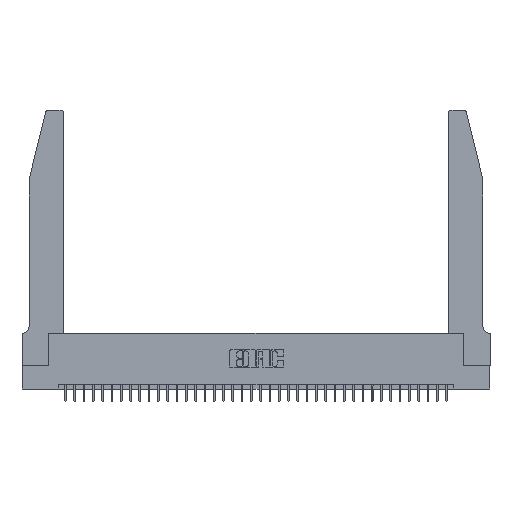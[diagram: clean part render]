
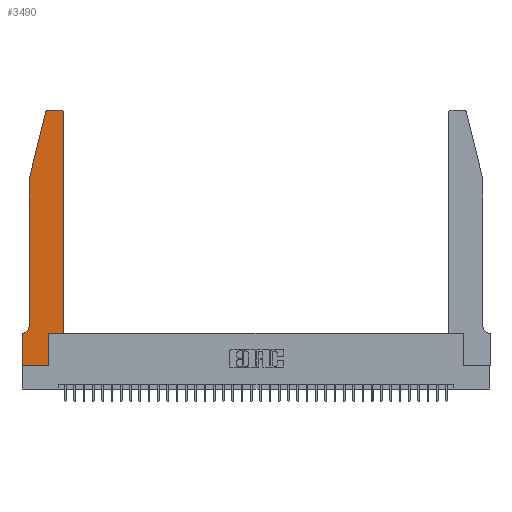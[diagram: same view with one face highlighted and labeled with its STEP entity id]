
A CAD part, top view. The second image highlights one B-rep face of the part: STEP entity #3490.
In plain terms, the highlighted planar face has unit normal (0, 0, 1).
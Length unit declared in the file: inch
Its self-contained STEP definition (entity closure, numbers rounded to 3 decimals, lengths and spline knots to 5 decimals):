
#315 = EDGE_CURVE ( 'NONE', #3073, #12977, #8167, .T. ) ;
#328 = EDGE_CURVE ( 'NONE', #37605, #33616, #36726, .T. ) ;
#470 = ORIENTED_EDGE ( 'NONE', *, *, #1797, .T. ) ;
#550 = EDGE_CURVE ( 'NONE', #21825, #22193, #28820, .T. ) ;
#815 = CARTESIAN_POINT ( 'NONE',  ( 0.4505, 2.72, 0.37 ) ) ;
#903 = AXIS2_PLACEMENT_3D ( 'NONE', #14404, #5581, #31657 ) ;
#1401 = ORIENTED_EDGE ( 'NONE', *, *, #7824, .T. ) ;
#1797 = EDGE_CURVE ( 'NONE', #3578, #3073, #21342, .T. ) ;
#2453 = DIRECTION ( 'NONE',  ( 0., -1., 0. ) ) ;
#2990 = EDGE_CURVE ( 'NONE', #12977, #21825, #30381, .T. ) ;
#3073 = VERTEX_POINT ( 'NONE', #14069 ) ;
#3490 = ADVANCED_FACE ( 'NONE', ( #28398 ), #17486, .T. ) ;
#3578 = VERTEX_POINT ( 'NONE', #29172 ) ;
#4476 = CARTESIAN_POINT ( 'NONE',  ( 0.4505, 0.35, 0.37 ) ) ;
#5200 = ORIENTED_EDGE ( 'NONE', *, *, #20787, .T. ) ;
#5329 = CARTESIAN_POINT ( 'NONE',  ( 0.0755, 0.35, 0.37 ) ) ;
#5581 = DIRECTION ( 'NONE',  ( 0., 0., 1. ) ) ;
#6233 = VECTOR ( 'NONE', #2453, 39.37008 ) ;
#6527 = EDGE_CURVE ( 'NONE', #37326, #37605, #23055, .T. ) ;
#7765 = DIRECTION ( 'NONE',  ( -1., 0., 0. ) ) ;
#7824 = EDGE_CURVE ( 'NONE', #33616, #11990, #31601, .T. ) ;
#7941 = VECTOR ( 'NONE', #19526, 39.37008 ) ;
#8167 = LINE ( 'NONE', #25438, #19693 ) ;
#8259 = CARTESIAN_POINT ( 'NONE',  ( 0.284, 2.75, 0.37 ) ) ;
#8361 = DIRECTION ( 'NONE',  ( 1., 0., 0. ) ) ;
#8615 = AXIS2_PLACEMENT_3D ( 'NONE', #10870, #22410, #34820 ) ;
#8778 = CARTESIAN_POINT ( 'NONE',  ( 0., 0., 0.37 ) ) ;
#9519 = ORIENTED_EDGE ( 'NONE', *, *, #25126, .T. ) ;
#9769 = CARTESIAN_POINT ( 'NONE',  ( 0., 0.35, 0.37 ) ) ;
#9873 = DIRECTION ( 'NONE',  ( 1., 0., 0. ) ) ;
#10768 = CARTESIAN_POINT ( 'NONE',  ( 0.25487, 2.72718, 0.37 ) ) ;
#10870 = CARTESIAN_POINT ( 'NONE',  ( 0.284, 2.72, 0.37 ) ) ;
#11265 = CARTESIAN_POINT ( 'NONE',  ( 0.0055, 0.35, 0.37 ) ) ;
#11268 = LINE ( 'NONE', #8778, #6233 ) ;
#11653 = AXIS2_PLACEMENT_3D ( 'NONE', #12905, #24627, #9873 ) ;
#11990 = VERTEX_POINT ( 'NONE', #9769 ) ;
#12693 = EDGE_LOOP ( 'NONE', ( #9519, #13695, #5200, #36627, #23719, #1401, #21010, #25689, #470, #21442, #35859, #34417 ) ) ;
#12905 = CARTESIAN_POINT ( 'NONE',  ( 0.4205, 2.72, 0.37 ) ) ;
#12977 = VERTEX_POINT ( 'NONE', #23862 ) ;
#13069 = VECTOR ( 'NONE', #27875, 39.37008 ) ;
#13138 = CARTESIAN_POINT ( 'NONE',  ( 0.4205, 2.75, 0.37 ) ) ;
#13695 = ORIENTED_EDGE ( 'NONE', *, *, #33640, .T. ) ;
#14069 = CARTESIAN_POINT ( 'NONE',  ( 0.2865, 0.35, 0.37 ) ) ;
#14404 = CARTESIAN_POINT ( 'NONE',  ( 0., 0.35, 0.37 ) ) ;
#15889 = DIRECTION ( 'NONE',  ( -0.239, -0.971, 0. ) ) ;
#16403 = DIRECTION ( 'NONE',  ( 0., 0., -1. ) ) ;
#17043 = DIRECTION ( 'NONE',  ( -1., 0., 0. ) ) ;
#17387 = LINE ( 'NONE', #22769, #23909 ) ;
#17486 = PLANE ( 'NONE',  #903 ) ;
#18536 = EDGE_CURVE ( 'NONE', #11990, #18691, #11268, .T. ) ;
#18691 = VERTEX_POINT ( 'NONE', #27153 ) ;
#19526 = DIRECTION ( 'NONE',  ( 1., 0., 0. ) ) ;
#19693 = VECTOR ( 'NONE', #8361, 39.37008 ) ;
#19899 = DIRECTION ( 'NONE',  ( -1., 0., 0. ) ) ;
#20082 = CARTESIAN_POINT ( 'NONE',  ( 0.0055, 0.42, 0.37 ) ) ;
#20787 = EDGE_CURVE ( 'NONE', #27276, #37326, #23976, .T. ) ;
#21010 = ORIENTED_EDGE ( 'NONE', *, *, #18536, .T. ) ;
#21342 = LINE ( 'NONE', #24962, #26408 ) ;
#21442 = ORIENTED_EDGE ( 'NONE', *, *, #315, .T. ) ;
#21825 = VERTEX_POINT ( 'NONE', #815 ) ;
#22193 = VERTEX_POINT ( 'NONE', #13138 ) ;
#22410 = DIRECTION ( 'NONE',  ( 0., 0., 1. ) ) ;
#22769 = CARTESIAN_POINT ( 'NONE',  ( 0.2605, 2.75, 0.37 ) ) ;
#22903 = CARTESIAN_POINT ( 'NONE',  ( 0.0755, 0.42, 0.37 ) ) ;
#23055 = LINE ( 'NONE', #25913, #32968 ) ;
#23719 = ORIENTED_EDGE ( 'NONE', *, *, #328, .T. ) ;
#23862 = CARTESIAN_POINT ( 'NONE',  ( 0.4505, 0.35, 0.37 ) ) ;
#23909 = VECTOR ( 'NONE', #19899, 39.37008 ) ;
#23976 = LINE ( 'NONE', #27208, #34477 ) ;
#24222 = DIRECTION ( 'NONE',  ( 0., 1., 0. ) ) ;
#24627 = DIRECTION ( 'NONE',  ( 0., 0., 1. ) ) ;
#24962 = CARTESIAN_POINT ( 'NONE',  ( 0.2865, 0.35, 0.37 ) ) ;
#25071 = LINE ( 'NONE', #25271, #7941 ) ;
#25126 = EDGE_CURVE ( 'NONE', #22193, #33230, #17387, .T. ) ;
#25271 = CARTESIAN_POINT ( 'NONE',  ( 0., 0., 0.37 ) ) ;
#25438 = CARTESIAN_POINT ( 'NONE',  ( 0.4505, 0.35, 0.37 ) ) ;
#25689 = ORIENTED_EDGE ( 'NONE', *, *, #32533, .T. ) ;
#25716 = DIRECTION ( 'NONE',  ( 0., -1., 0. ) ) ;
#25913 = CARTESIAN_POINT ( 'NONE',  ( 0.0755, 2., 0.37 ) ) ;
#26408 = VECTOR ( 'NONE', #24222, 39.37008 ) ;
#27153 = CARTESIAN_POINT ( 'NONE',  ( 0., 0., 0.37 ) ) ;
#27208 = CARTESIAN_POINT ( 'NONE',  ( 0.0755, 2., 0.37 ) ) ;
#27276 = VERTEX_POINT ( 'NONE', #10768 ) ;
#27875 = DIRECTION ( 'NONE',  ( 0., 1., 0. ) ) ;
#28398 = FACE_OUTER_BOUND ( 'NONE', #12693, .T. ) ;
#28731 = VECTOR ( 'NONE', #17043, 39.37008 ) ;
#28820 = CIRCLE ( 'NONE', #11653, 0.03 ) ;
#29172 = CARTESIAN_POINT ( 'NONE',  ( 0.2865, 0., 0.37 ) ) ;
#29412 = AXIS2_PLACEMENT_3D ( 'NONE', #20082, #16403, #7765 ) ;
#30381 = LINE ( 'NONE', #4476, #13069 ) ;
#31601 = LINE ( 'NONE', #5329, #28731 ) ;
#31657 = DIRECTION ( 'NONE',  ( 1., 0., 0. ) ) ;
#32533 = EDGE_CURVE ( 'NONE', #18691, #3578, #25071, .T. ) ;
#32968 = VECTOR ( 'NONE', #25716, 39.37008 ) ;
#33230 = VERTEX_POINT ( 'NONE', #8259 ) ;
#33616 = VERTEX_POINT ( 'NONE', #11265 ) ;
#33640 = EDGE_CURVE ( 'NONE', #33230, #27276, #35559, .T. ) ;
#34417 = ORIENTED_EDGE ( 'NONE', *, *, #550, .T. ) ;
#34477 = VECTOR ( 'NONE', #15889, 39.37008 ) ;
#34820 = DIRECTION ( 'NONE',  ( 1., 0., 0. ) ) ;
#35559 = CIRCLE ( 'NONE', #8615, 0.03 ) ;
#35859 = ORIENTED_EDGE ( 'NONE', *, *, #2990, .T. ) ;
#36627 = ORIENTED_EDGE ( 'NONE', *, *, #6527, .T. ) ;
#36726 = CIRCLE ( 'NONE', #29412, 0.07 ) ;
#37257 = CARTESIAN_POINT ( 'NONE',  ( 0.0755, 2., 0.37 ) ) ;
#37326 = VERTEX_POINT ( 'NONE', #37257 ) ;
#37605 = VERTEX_POINT ( 'NONE', #22903 ) ;
